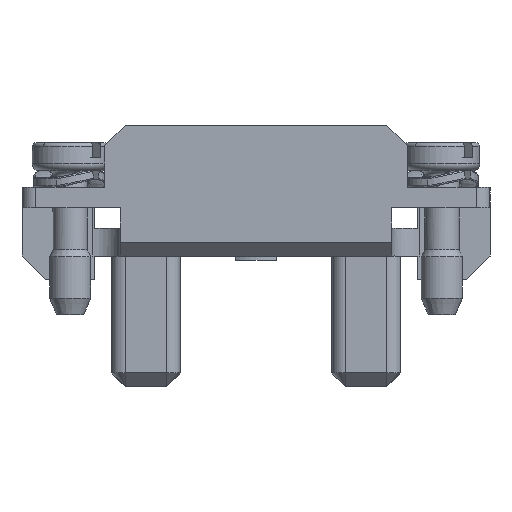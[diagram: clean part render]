
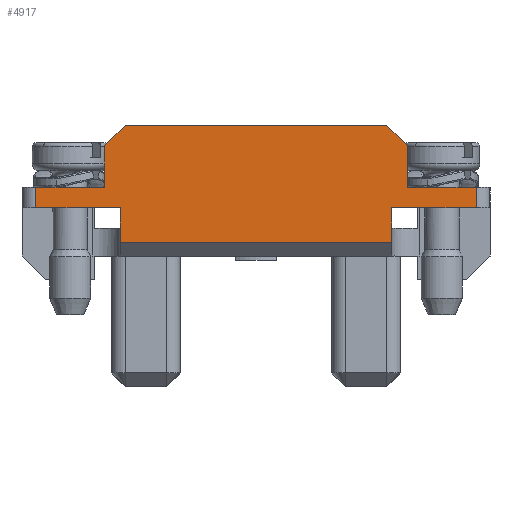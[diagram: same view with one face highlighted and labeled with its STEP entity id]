
A CAD part, left-side view. The second image highlights one B-rep face of the part: STEP entity #4917.
In plain terms, the highlighted planar face has unit normal (-1, 0, 0).
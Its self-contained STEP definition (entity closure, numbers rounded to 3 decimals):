
#4272=FACE_OUTER_BOUND('',#7755,.T.);
#4917=ADVANCED_FACE('',(#4272),#5342,.T.);
#5342=PLANE('',#14984);
#5946=LINE('',#21118,#6799);
#5963=LINE('',#21165,#6816);
#6058=LINE('',#21425,#6911);
#6061=LINE('',#21431,#6914);
#6064=LINE('',#21437,#6917);
#6067=LINE('',#21443,#6920);
#6070=LINE('',#21449,#6923);
#6115=LINE('',#21569,#6968);
#6118=LINE('',#21580,#6971);
#6127=LINE('',#21607,#6980);
#6130=LINE('',#21613,#6983);
#6133=LINE('',#21619,#6986);
#6134=LINE('',#21620,#6987);
#6135=LINE('',#21622,#6988);
#6799=VECTOR('',#16772,1.);
#6816=VECTOR('',#16803,1.);
#6911=VECTOR('',#17040,1.);
#6914=VECTOR('',#17045,1.);
#6917=VECTOR('',#17050,1.);
#6920=VECTOR('',#17055,1.);
#6923=VECTOR('',#17060,1.);
#6968=VECTOR('',#17169,1.);
#6971=VECTOR('',#17180,1.);
#6980=VECTOR('',#17211,1.);
#6983=VECTOR('',#17216,1.);
#6986=VECTOR('',#17221,1.);
#6987=VECTOR('',#17222,1.);
#6988=VECTOR('',#17223,1.);
#7755=EDGE_LOOP('',(#10076,#10077,#10078,#10079,#10080,#10081,#10082,#10083,
#10084,#10085,#10086,#10087,#10088,#10089));
#10076=ORIENTED_EDGE('',*,*,#12989,.T.);
#10077=ORIENTED_EDGE('',*,*,#12992,.T.);
#10078=ORIENTED_EDGE('',*,*,#12986,.T.);
#10079=ORIENTED_EDGE('',*,*,#12966,.T.);
#10080=ORIENTED_EDGE('',*,*,#12972,.T.);
#10081=ORIENTED_EDGE('',*,*,#12768,.T.);
#10082=ORIENTED_EDGE('',*,*,#12908,.T.);
#10083=ORIENTED_EDGE('',*,*,#12905,.T.);
#10084=ORIENTED_EDGE('',*,*,#12902,.T.);
#10085=ORIENTED_EDGE('',*,*,#12899,.T.);
#10086=ORIENTED_EDGE('',*,*,#12896,.T.);
#10087=ORIENTED_EDGE('',*,*,#12745,.T.);
#10088=ORIENTED_EDGE('',*,*,#12993,.T.);
#10089=ORIENTED_EDGE('',*,*,#12994,.T.);
#11479=VERTEX_POINT('',#21117);
#11480=VERTEX_POINT('',#21119);
#11493=VERTEX_POINT('',#21147);
#11502=VERTEX_POINT('',#21164);
#11593=VERTEX_POINT('',#21426);
#11595=VERTEX_POINT('',#21432);
#11597=VERTEX_POINT('',#21438);
#11599=VERTEX_POINT('',#21444);
#11636=VERTEX_POINT('',#21570);
#11637=VERTEX_POINT('',#21571);
#11647=VERTEX_POINT('',#21608);
#11648=VERTEX_POINT('',#21612);
#11649=VERTEX_POINT('',#21614);
#11651=VERTEX_POINT('',#21621);
#12745=EDGE_CURVE('',#11480,#11479,#5946,.T.);
#12768=EDGE_CURVE('',#11493,#11502,#5963,.T.);
#12896=EDGE_CURVE('',#11593,#11480,#6058,.T.);
#12899=EDGE_CURVE('',#11595,#11593,#6061,.T.);
#12902=EDGE_CURVE('',#11597,#11595,#6064,.T.);
#12905=EDGE_CURVE('',#11599,#11597,#6067,.T.);
#12908=EDGE_CURVE('',#11502,#11599,#6070,.T.);
#12966=EDGE_CURVE('',#11636,#11637,#6115,.T.);
#12972=EDGE_CURVE('',#11637,#11493,#6118,.T.);
#12986=EDGE_CURVE('',#11647,#11636,#6127,.T.);
#12989=EDGE_CURVE('',#11649,#11648,#6130,.T.);
#12992=EDGE_CURVE('',#11648,#11647,#6133,.T.);
#12993=EDGE_CURVE('',#11479,#11651,#6134,.T.);
#12994=EDGE_CURVE('',#11651,#11649,#6135,.T.);
#14984=AXIS2_PLACEMENT_3D('',#21623,#17224,#17225);
#16772=DIRECTION('',(0.,1.,0.));
#16803=DIRECTION('',(0.,1.,0.));
#17040=DIRECTION('',(0.,0.,-1.));
#17045=DIRECTION('',(0.,0.707,-0.707));
#17050=DIRECTION('',(0.,1.,0.));
#17055=DIRECTION('',(0.,0.707,0.707));
#17060=DIRECTION('',(0.,0.,1.));
#17169=DIRECTION('',(0.,-1.,0.));
#17180=DIRECTION('',(0.,0.,1.));
#17211=DIRECTION('',(0.,0.,1.));
#17216=DIRECTION('',(0.,0.,-1.));
#17221=DIRECTION('',(0.,-1.,0.));
#17222=DIRECTION('',(0.,0.,-1.));
#17223=DIRECTION('',(0.,-1.,0.));
#17224=DIRECTION('',(-1.,0.,0.));
#17225=DIRECTION('',(0.,-1.,0.));
#21117=CARTESIAN_POINT('',(-32.,16.,3.));
#21118=CARTESIAN_POINT('',(-32.,11.,3.));
#21119=CARTESIAN_POINT('',(-32.,11.,3.));
#21147=CARTESIAN_POINT('',(-32.,-16.,3.));
#21164=CARTESIAN_POINT('',(-32.,-11.,3.));
#21165=CARTESIAN_POINT('',(-32.,-16.,3.));
#21425=CARTESIAN_POINT('',(-32.,11.,6.));
#21426=CARTESIAN_POINT('',(-32.,11.,6.));
#21431=CARTESIAN_POINT('',(-32.,9.5,7.5));
#21432=CARTESIAN_POINT('',(-32.,9.5,7.5));
#21437=CARTESIAN_POINT('',(-32.,-9.5,7.5));
#21438=CARTESIAN_POINT('',(-32.,-9.5,7.5));
#21443=CARTESIAN_POINT('',(-32.,-11.,6.));
#21444=CARTESIAN_POINT('',(-32.,-11.,6.));
#21449=CARTESIAN_POINT('',(-32.,-11.,3.));
#21569=CARTESIAN_POINT('',(-32.,-9.85,1.5));
#21570=CARTESIAN_POINT('',(-32.,-9.85,1.5));
#21571=CARTESIAN_POINT('',(-32.,-16.,1.5));
#21580=CARTESIAN_POINT('',(-32.,-16.,1.5));
#21607=CARTESIAN_POINT('',(-32.,-9.85,-2.));
#21608=CARTESIAN_POINT('',(-32.,-9.85,-1.));
#21612=CARTESIAN_POINT('',(-32.,9.85,-1.));
#21613=CARTESIAN_POINT('',(-32.,9.85,1.5));
#21614=CARTESIAN_POINT('',(-32.,9.85,1.5));
#21619=CARTESIAN_POINT('',(-32.,17.2,-1.));
#21620=CARTESIAN_POINT('',(-32.,16.,3.));
#21621=CARTESIAN_POINT('',(-32.,16.,1.5));
#21622=CARTESIAN_POINT('',(-32.,16.,1.5));
#21623=CARTESIAN_POINT('',(-32.,17.2,-2.2));
